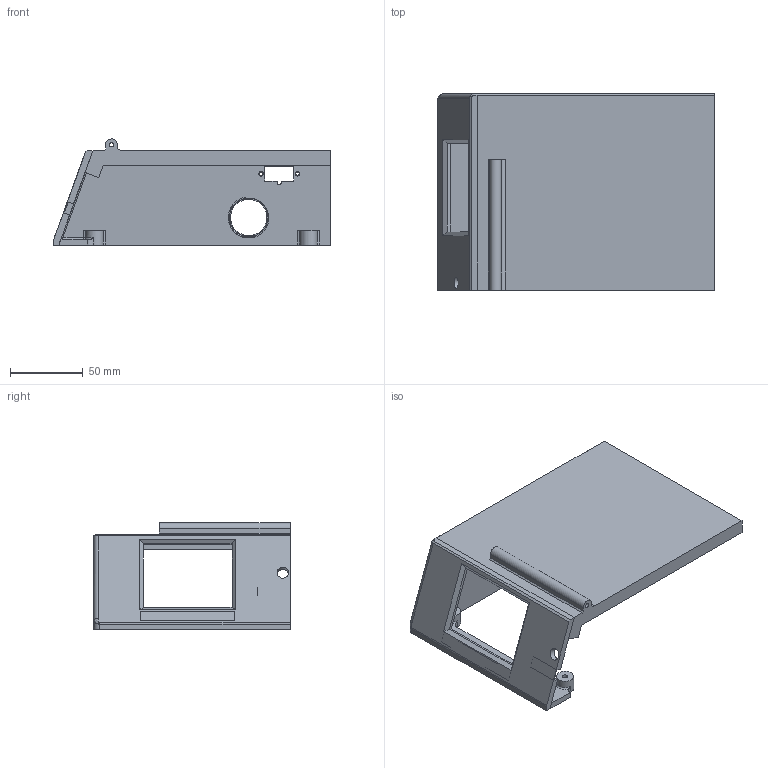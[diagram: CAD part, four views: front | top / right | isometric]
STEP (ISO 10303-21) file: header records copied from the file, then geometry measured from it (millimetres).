
FILE_DESCRIPTION(/* description */ (''),/* implementation_level */ '2;1');
FILE_NAME(/* name */ 'top 12.step',/* time_stamp */ '2020-12-18T16:21:05+06:00',/* author */ (''),/* organization */ (''),/* preprocessor_version */ 'ST-DEVELOPER v18.1',/* originating_system */ 'Autodesk Translation Framework v9.7.1.1290',/* authorisation */ '');
FILE_SCHEMA (('AUTOMOTIVE_DESIGN { 1 0 10303 214 3 1 1 }'));
Length unit declared in the file: millimetre
Products named in the file (3): top 12; top12a; top12b
Assembly tree (2 placements, depth 2):
  top 12
    top12a
    top12b
Bounding box: 190 x 135 x 72.98 mm (x, y, z)
Volume: 201313.9 mm3; surface area: 100127.8 mm2
Topology: 2 solids, 2 shells, 195 faces, 552 edges, 362 vertices
Faces by surface type: cylinder 112, plane 68, bspline 12, torus 2, sphere 1
Full cylindrical faces by diameter (mm): 2.529 x16, 3 x1, 3.086 x8, 3.5 x3, 8 x1, 12 x1, 25 x1, 26.526 x5, 28.208 x5
Entity records: 12475 total; most frequent: CARTESIAN_POINT 7616, ORIENTED_EDGE 1102, DIRECTION 830, EDGE_CURVE 551, VERTEX_POINT 362, LINE 282, VECTOR 282, AXIS2_PLACEMENT_3D 274
